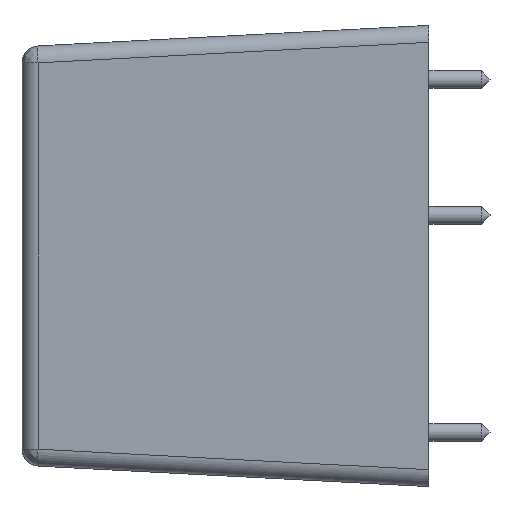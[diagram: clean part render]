
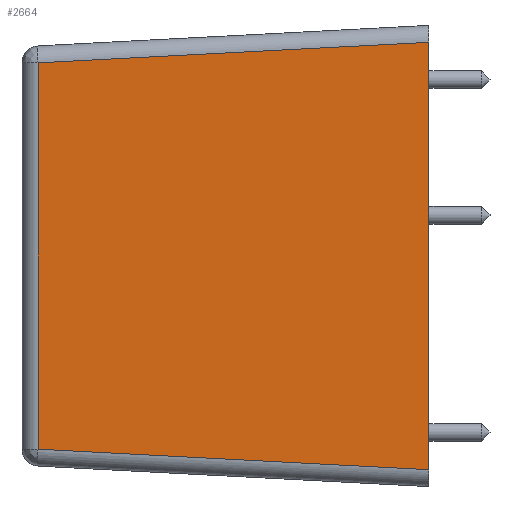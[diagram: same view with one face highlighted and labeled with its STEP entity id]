
A CAD part, left-side view. The second image highlights one B-rep face of the part: STEP entity #2664.
In plain terms, the highlighted planar face has unit normal (-0.999, 0.052, 0).
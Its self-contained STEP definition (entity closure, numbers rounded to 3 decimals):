
#100 = DIRECTION ( 'NONE',  ( 0.052, 0.997, -0.052 ) ) ;
#118 = AXIS2_PLACEMENT_3D ( 'NONE', #837, #1072, #2621 ) ;
#264 = LINE ( 'NONE', #1123, #2554 ) ;
#310 = ORIENTED_EDGE ( 'NONE', *, *, #1063, .T. ) ;
#311 = VECTOR ( 'NONE', #100, 1000. ) ;
#322 = ORIENTED_EDGE ( 'NONE', *, *, #568, .T. ) ;
#348 = VERTEX_POINT ( 'NONE', #864 ) ;
#404 = LINE ( 'NONE', #959, #921 ) ;
#540 = FACE_OUTER_BOUND ( 'NONE', #2655, .T. ) ;
#568 = EDGE_CURVE ( 'NONE', #803, #1991, #1304, .T. ) ;
#803 = VERTEX_POINT ( 'NONE', #2479 ) ;
#837 = CARTESIAN_POINT ( 'NONE',  ( -26.2, 0., 13.6 ) ) ;
#864 = CARTESIAN_POINT ( 'NONE',  ( -24.992, 23.052, -11.393 ) ) ;
#921 = VECTOR ( 'NONE', #2896, 1000. ) ;
#959 = CARTESIAN_POINT ( 'NONE',  ( -26.2, 0., 0. ) ) ;
#1063 = EDGE_CURVE ( 'NONE', #2303, #803, #404, .T. ) ;
#1072 = DIRECTION ( 'NONE',  ( -0.999, 0.052, 0. ) ) ;
#1123 = CARTESIAN_POINT ( 'NONE',  ( -24.992, 23.052, 13.6 ) ) ;
#1138 = CARTESIAN_POINT ( 'NONE',  ( -24.992, 23.052, -11.393 ) ) ;
#1258 = EDGE_CURVE ( 'NONE', #348, #2303, #2071, .T. ) ;
#1271 = DIRECTION ( 'NONE',  ( -0.052, -0.997, -0.052 ) ) ;
#1292 = DIRECTION ( 'NONE',  ( 0., 0., -1. ) ) ;
#1304 = LINE ( 'NONE', #1461, #311 ) ;
#1461 = CARTESIAN_POINT ( 'NONE',  ( -26.2, 0., 12.601 ) ) ;
#1899 = ORIENTED_EDGE ( 'NONE', *, *, #1914, .T. ) ;
#1914 = EDGE_CURVE ( 'NONE', #1991, #348, #264, .T. ) ;
#1953 = ORIENTED_EDGE ( 'NONE', *, *, #1258, .T. ) ;
#1991 = VERTEX_POINT ( 'NONE', #2448 ) ;
#2071 = LINE ( 'NONE', #1138, #2592 ) ;
#2303 = VERTEX_POINT ( 'NONE', #2473 ) ;
#2448 = CARTESIAN_POINT ( 'NONE',  ( -24.992, 23.052, 11.393 ) ) ;
#2473 = CARTESIAN_POINT ( 'NONE',  ( -26.2, 0., -12.601 ) ) ;
#2479 = CARTESIAN_POINT ( 'NONE',  ( -26.2, 0., 12.601 ) ) ;
#2554 = VECTOR ( 'NONE', #1292, 1000. ) ;
#2592 = VECTOR ( 'NONE', #1271, 1000. ) ;
#2621 = DIRECTION ( 'NONE',  ( -0.052, -0.999, 0. ) ) ;
#2655 = EDGE_LOOP ( 'NONE', ( #310, #322, #1899, #1953 ) ) ;
#2664 = ADVANCED_FACE ( 'NONE', ( #540 ), #2831, .T. ) ;
#2831 = PLANE ( 'NONE',  #118 ) ;
#2896 = DIRECTION ( 'NONE',  ( 0., 0., 1. ) ) ;
